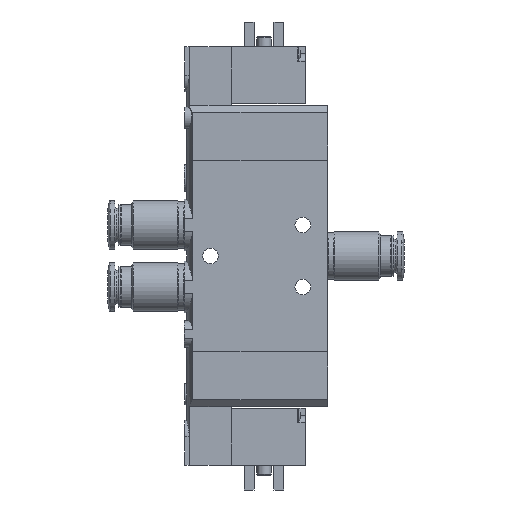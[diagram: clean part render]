
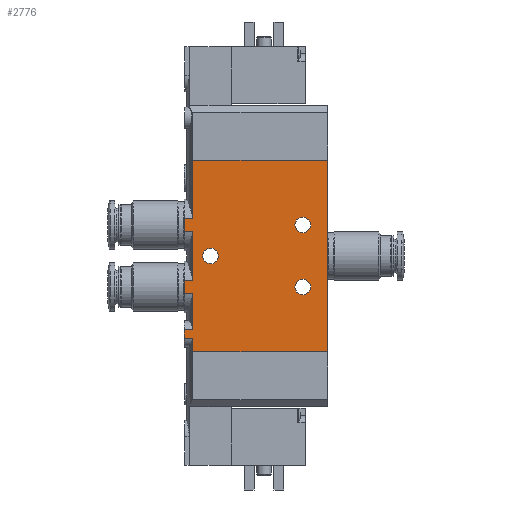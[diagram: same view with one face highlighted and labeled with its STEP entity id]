
A CAD part, left-side view. The second image highlights one B-rep face of the part: STEP entity #2776.
In plain terms, the highlighted face is planar.
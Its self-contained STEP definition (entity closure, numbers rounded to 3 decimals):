
#91=PLANE('',#3347);
#236=CIRCLE('',#3335,2.2);
#238=CIRCLE('',#3338,2.2);
#243=CIRCLE('',#3348,2.2);
#451=ORIENTED_EDGE('',*,*,#1148,.T.);
#452=ORIENTED_EDGE('',*,*,#1185,.T.);
#453=ORIENTED_EDGE('',*,*,#1178,.F.);
#454=ORIENTED_EDGE('',*,*,#1137,.T.);
#455=ORIENTED_EDGE('',*,*,#1150,.T.);
#456=ORIENTED_EDGE('',*,*,#1139,.T.);
#457=ORIENTED_EDGE('',*,*,#1180,.F.);
#458=ORIENTED_EDGE('',*,*,#1129,.T.);
#459=ORIENTED_EDGE('',*,*,#1153,.T.);
#460=ORIENTED_EDGE('',*,*,#1131,.T.);
#461=ORIENTED_EDGE('',*,*,#1172,.F.);
#462=ORIENTED_EDGE('',*,*,#1162,.T.);
#463=ORIENTED_EDGE('',*,*,#1166,.T.);
#464=ORIENTED_EDGE('',*,*,#1164,.T.);
#465=ORIENTED_EDGE('',*,*,#1175,.F.);
#466=ORIENTED_EDGE('',*,*,#1186,.F.);
#467=ORIENTED_EDGE('',*,*,#1170,.F.);
#468=ORIENTED_EDGE('',*,*,#1168,.F.);
#469=ORIENTED_EDGE('',*,*,#1187,.F.);
#1129=EDGE_CURVE('',#1511,#1510,#1782,.F.);
#1131=EDGE_CURVE('',#1512,#1513,#1783,.T.);
#1137=EDGE_CURVE('',#1519,#1518,#1786,.F.);
#1139=EDGE_CURVE('',#1520,#1521,#1787,.T.);
#1148=EDGE_CURVE('',#1530,#1529,#1791,.T.);
#1150=EDGE_CURVE('',#1518,#1520,#1793,.T.);
#1153=EDGE_CURVE('',#1510,#1512,#1795,.T.);
#1162=EDGE_CURVE('',#1538,#1539,#1800,.F.);
#1164=EDGE_CURVE('',#1541,#1540,#1801,.T.);
#1166=EDGE_CURVE('',#1539,#1541,#1802,.T.);
#1168=EDGE_CURVE('',#1543,#1543,#236,.F.);
#1170=EDGE_CURVE('',#1545,#1545,#238,.F.);
#1172=EDGE_CURVE('',#1538,#1513,#1803,.T.);
#1175=EDGE_CURVE('',#1548,#1540,#1805,.T.);
#1178=EDGE_CURVE('',#1519,#1550,#1808,.T.);
#1180=EDGE_CURVE('',#1511,#1521,#1809,.T.);
#1185=EDGE_CURVE('',#1529,#1550,#1813,.T.);
#1186=EDGE_CURVE('',#1530,#1548,#1814,.T.);
#1187=EDGE_CURVE('',#1552,#1552,#243,.F.);
#1510=VERTEX_POINT('',#4516);
#1511=VERTEX_POINT('',#4518);
#1512=VERTEX_POINT('',#4530);
#1513=VERTEX_POINT('',#4531);
#1518=VERTEX_POINT('',#4550);
#1519=VERTEX_POINT('',#4552);
#1520=VERTEX_POINT('',#4564);
#1521=VERTEX_POINT('',#4565);
#1529=VERTEX_POINT('',#4590);
#1530=VERTEX_POINT('',#4592);
#1538=VERTEX_POINT('',#4629);
#1539=VERTEX_POINT('',#4630);
#1540=VERTEX_POINT('',#4642);
#1541=VERTEX_POINT('',#4644);
#1543=VERTEX_POINT('',#4652);
#1545=VERTEX_POINT('',#4657);
#1548=VERTEX_POINT('',#4665);
#1550=VERTEX_POINT('',#4672);
#1552=VERTEX_POINT('',#4686);
#1782=LINE('',#4517,#1963);
#1783=LINE('',#4529,#1964);
#1786=LINE('',#4551,#1967);
#1787=LINE('',#4563,#1968);
#1791=LINE('',#4591,#1972);
#1793=LINE('',#4595,#1974);
#1795=LINE('',#4600,#1976);
#1800=LINE('',#4628,#1981);
#1801=LINE('',#4643,#1982);
#1802=LINE('',#4647,#1983);
#1803=LINE('',#4661,#1984);
#1805=LINE('',#4666,#1986);
#1808=LINE('',#4671,#1989);
#1809=LINE('',#4675,#1990);
#1813=LINE('',#4683,#1994);
#1814=LINE('',#4684,#1995);
#1963=VECTOR('',#3656,1000.);
#1964=VECTOR('',#3659,1000.);
#1967=VECTOR('',#3668,1000.);
#1968=VECTOR('',#3671,1000.);
#1972=VECTOR('',#3685,1000.);
#1974=VECTOR('',#3689,1000.);
#1976=VECTOR('',#3695,1000.);
#1981=VECTOR('',#3712,1000.);
#1982=VECTOR('',#3713,1000.);
#1983=VECTOR('',#3718,1000.);
#1984=VECTOR('',#3735,1000.);
#1986=VECTOR('',#3739,1000.);
#1989=VECTOR('',#3744,1000.);
#1990=VECTOR('',#3749,1000.);
#1994=VECTOR('',#3759,1000.);
#1995=VECTOR('',#3760,1000.);
#2172=EDGE_LOOP('',(#451,#452,#453,#454,#455,#456,#457,#458,#459,#460,#461,
#462,#463,#464,#465,#466));
#2173=EDGE_LOOP('',(#467));
#2174=EDGE_LOOP('',(#468));
#2175=EDGE_LOOP('',(#469));
#2444=FACE_BOUND('',#2172,.T.);
#2445=FACE_BOUND('',#2173,.T.);
#2446=FACE_BOUND('',#2174,.T.);
#2447=FACE_BOUND('',#2175,.T.);
#2776=ADVANCED_FACE('',(#2444,#2445,#2446,#2447),#91,.F.);
#3335=AXIS2_PLACEMENT_3D('',#4651,#3723,#3724);
#3338=AXIS2_PLACEMENT_3D('',#4656,#3729,#3730);
#3347=AXIS2_PLACEMENT_3D('',#4682,#3757,#3758);
#3348=AXIS2_PLACEMENT_3D('',#4685,#3761,#3762);
#3656=DIRECTION('',(0.,-1.,0.));
#3659=DIRECTION('',(0.,-1.,0.));
#3668=DIRECTION('',(0.,-1.,0.));
#3671=DIRECTION('',(0.,-1.,0.));
#3685=DIRECTION('',(-1.,0.,0.));
#3689=DIRECTION('',(1.,0.,0.));
#3695=DIRECTION('',(1.,0.,0.));
#3712=DIRECTION('',(0.,-1.,0.));
#3713=DIRECTION('',(0.,-1.,0.));
#3718=DIRECTION('',(1.,0.,0.));
#3723=DIRECTION('',(0.,0.,1.));
#3724=DIRECTION('',(1.,0.,0.));
#3729=DIRECTION('',(0.,0.,1.));
#3730=DIRECTION('',(1.,0.,0.));
#3735=DIRECTION('',(-1.,0.,0.));
#3739=DIRECTION('',(-1.,0.,0.));
#3744=DIRECTION('',(-1.,0.,0.));
#3749=DIRECTION('',(-1.,0.,0.));
#3757=DIRECTION('',(0.,0.,1.));
#3758=DIRECTION('',(1.,0.,0.));
#3759=DIRECTION('',(0.,1.,0.));
#3760=DIRECTION('',(0.,1.,0.));
#3761=DIRECTION('',(0.,0.,1.));
#3762=DIRECTION('',(1.,0.,0.));
#4516=CARTESIAN_POINT('',(33.863,40.4,-7.));
#4517=CARTESIAN_POINT('',(33.863,0.,-7.));
#4518=CARTESIAN_POINT('',(33.863,38.066,-7.));
#4529=CARTESIAN_POINT('',(37.637,0.,-7.));
#4530=CARTESIAN_POINT('',(37.637,40.4,-7.));
#4531=CARTESIAN_POINT('',(37.637,38.066,-7.));
#4550=CARTESIAN_POINT('',(16.363,40.4,-7.));
#4551=CARTESIAN_POINT('',(16.363,0.,-7.));
#4552=CARTESIAN_POINT('',(16.363,38.066,-7.));
#4563=CARTESIAN_POINT('',(20.137,0.,-7.));
#4564=CARTESIAN_POINT('',(20.137,40.4,-7.));
#4565=CARTESIAN_POINT('',(20.137,38.066,-7.));
#4590=CARTESIAN_POINT('',(0.,0.,-7.));
#4591=CARTESIAN_POINT('',(54.,0.,-7.));
#4592=CARTESIAN_POINT('',(54.,0.,-7.));
#4595=CARTESIAN_POINT('',(18.25,40.4,-7.));
#4600=CARTESIAN_POINT('',(35.75,40.4,-7.));
#4628=CARTESIAN_POINT('',(47.8,0.,-7.));
#4629=CARTESIAN_POINT('',(47.8,38.066,-7.));
#4630=CARTESIAN_POINT('',(47.8,40.4,-7.));
#4642=CARTESIAN_POINT('',(50.2,38.066,-7.));
#4643=CARTESIAN_POINT('',(50.2,0.,-7.));
#4644=CARTESIAN_POINT('',(50.2,40.4,-7.));
#4647=CARTESIAN_POINT('',(49.,40.4,-7.));
#4651=CARTESIAN_POINT('',(18.25,7.,-7.));
#4652=CARTESIAN_POINT('',(20.45,7.,-7.));
#4656=CARTESIAN_POINT('',(35.75,7.,-7.));
#4657=CARTESIAN_POINT('',(37.95,7.,-7.));
#4661=CARTESIAN_POINT('',(54.,38.066,-7.));
#4665=CARTESIAN_POINT('',(54.,38.066,-7.));
#4666=CARTESIAN_POINT('',(54.,38.066,-7.));
#4671=CARTESIAN_POINT('',(54.,38.066,-7.));
#4672=CARTESIAN_POINT('',(0.,38.066,-7.));
#4675=CARTESIAN_POINT('',(54.,38.066,-7.));
#4682=CARTESIAN_POINT('',(54.,0.,-7.));
#4683=CARTESIAN_POINT('',(0.,0.,-7.));
#4684=CARTESIAN_POINT('',(54.,0.,-7.));
#4685=CARTESIAN_POINT('',(27.,33.,-7.));
#4686=CARTESIAN_POINT('',(29.2,33.,-7.));
